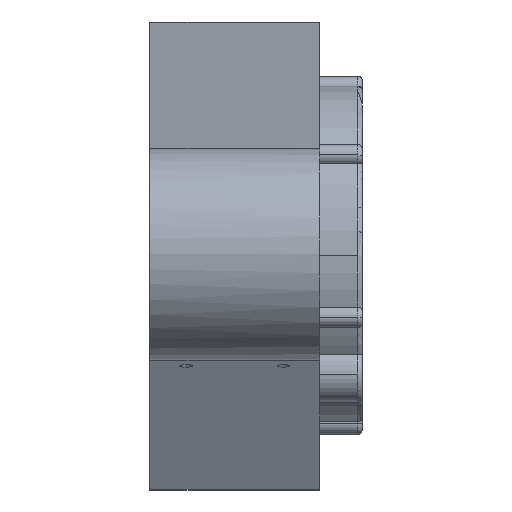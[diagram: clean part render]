
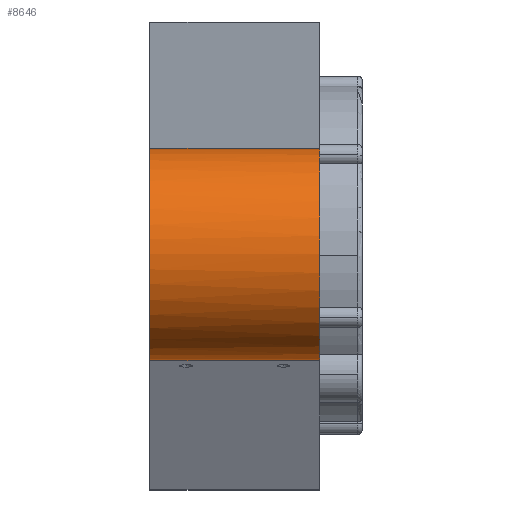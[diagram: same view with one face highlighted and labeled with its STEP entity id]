
A CAD part, top view. The second image highlights one B-rep face of the part: STEP entity #8646.
In plain terms, the highlighted cylindrical face has radius 63.5 mm (diameter 127 mm), a partial arc.
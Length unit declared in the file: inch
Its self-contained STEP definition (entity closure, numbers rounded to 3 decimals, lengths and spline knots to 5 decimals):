
#169 = CYLINDRICAL_SURFACE ( 'NONE', #3782, 2.5 ) ;
#211 = VERTEX_POINT ( 'NONE', #3591 ) ;
#245 = VECTOR ( 'NONE', #611, 39.37008 ) ;
#392 = VERTEX_POINT ( 'NONE', #1572 ) ;
#400 = CARTESIAN_POINT ( 'NONE',  ( -4., 0., 17. ) ) ;
#403 = ORIENTED_EDGE ( 'NONE', *, *, #4256, .T. ) ;
#436 = CARTESIAN_POINT ( 'NONE',  ( -4., 0., 17. ) ) ;
#486 = CIRCLE ( 'NONE', #4595, 2.5 ) ;
#611 = DIRECTION ( 'NONE',  ( 1., 0., 0. ) ) ;
#1053 = CARTESIAN_POINT ( 'NONE',  ( -4., 2.5, 17. ) ) ;
#1117 = AXIS2_PLACEMENT_3D ( 'NONE', #6796, #4750, #1554 ) ;
#1294 = CARTESIAN_POINT ( 'NONE',  ( -4., -0.7, 19.4 ) ) ;
#1323 = EDGE_CURVE ( 'NONE', #6189, #392, #1682, .T. ) ;
#1363 = CIRCLE ( 'NONE', #3211, 2.5 ) ;
#1449 = CARTESIAN_POINT ( 'NONE',  ( -4., 0., 17. ) ) ;
#1554 = DIRECTION ( 'NONE',  ( 0., 0., 1. ) ) ;
#1572 = CARTESIAN_POINT ( 'NONE',  ( 0., 2.5, 17. ) ) ;
#1682 = LINE ( 'NONE', #3638, #3478 ) ;
#2077 = EDGE_CURVE ( 'NONE', #6799, #211, #486, .T. ) ;
#2513 = VERTEX_POINT ( 'NONE', #7253 ) ;
#2962 = DIRECTION ( 'NONE',  ( -1., 0., 0. ) ) ;
#3045 = DIRECTION ( 'NONE',  ( 0., 0., 1. ) ) ;
#3102 = EDGE_LOOP ( 'NONE', ( #3601, #7711, #5150, #7267, #8586, #403 ) ) ;
#3211 = AXIS2_PLACEMENT_3D ( 'NONE', #7690, #8360, #4988 ) ;
#3467 = VERTEX_POINT ( 'NONE', #7915 ) ;
#3478 = VECTOR ( 'NONE', #8391, 39.37008 ) ;
#3591 = CARTESIAN_POINT ( 'NONE',  ( -4., 0.7, 19.4 ) ) ;
#3601 = ORIENTED_EDGE ( 'NONE', *, *, #5959, .T. ) ;
#3638 = CARTESIAN_POINT ( 'NONE',  ( -4., 2.5, 17. ) ) ;
#3782 = AXIS2_PLACEMENT_3D ( 'NONE', #1449, #8330, #6242 ) ;
#4256 = EDGE_CURVE ( 'NONE', #2513, #3467, #5484, .T. ) ;
#4514 = DIRECTION ( 'NONE',  ( 0., 0., 1. ) ) ;
#4595 = AXIS2_PLACEMENT_3D ( 'NONE', #436, #5836, #4514 ) ;
#4736 = FACE_OUTER_BOUND ( 'NONE', #3102, .T. ) ;
#4750 = DIRECTION ( 'NONE',  ( -1., 0., 0. ) ) ;
#4988 = DIRECTION ( 'NONE',  ( 0., 0., 1. ) ) ;
#5041 = CIRCLE ( 'NONE', #1117, 2.5 ) ;
#5110 = EDGE_CURVE ( 'NONE', #2513, #6799, #6625, .T. ) ;
#5150 = ORIENTED_EDGE ( 'NONE', *, *, #5707, .F. ) ;
#5484 = LINE ( 'NONE', #8151, #245 ) ;
#5707 = EDGE_CURVE ( 'NONE', #211, #6189, #1363, .T. ) ;
#5836 = DIRECTION ( 'NONE',  ( -1., 0., 0. ) ) ;
#5959 = EDGE_CURVE ( 'NONE', #3467, #392, #5041, .T. ) ;
#6189 = VERTEX_POINT ( 'NONE', #1053 ) ;
#6242 = DIRECTION ( 'NONE',  ( 0., 0., -1. ) ) ;
#6625 = CIRCLE ( 'NONE', #8750, 2.5 ) ;
#6796 = CARTESIAN_POINT ( 'NONE',  ( 0., 0., 17. ) ) ;
#6799 = VERTEX_POINT ( 'NONE', #1294 ) ;
#7253 = CARTESIAN_POINT ( 'NONE',  ( -4., -2.5, 17. ) ) ;
#7267 = ORIENTED_EDGE ( 'NONE', *, *, #2077, .F. ) ;
#7690 = CARTESIAN_POINT ( 'NONE',  ( -4., 0., 17. ) ) ;
#7711 = ORIENTED_EDGE ( 'NONE', *, *, #1323, .F. ) ;
#7915 = CARTESIAN_POINT ( 'NONE',  ( 0., -2.5, 17. ) ) ;
#8151 = CARTESIAN_POINT ( 'NONE',  ( -4., -2.5, 17. ) ) ;
#8330 = DIRECTION ( 'NONE',  ( 1., 0., 0. ) ) ;
#8360 = DIRECTION ( 'NONE',  ( -1., 0., 0. ) ) ;
#8391 = DIRECTION ( 'NONE',  ( 1., 0., 0. ) ) ;
#8586 = ORIENTED_EDGE ( 'NONE', *, *, #5110, .F. ) ;
#8646 = ADVANCED_FACE ( 'NONE', ( #4736 ), #169, .T. ) ;
#8750 = AXIS2_PLACEMENT_3D ( 'NONE', #400, #2962, #3045 ) ;
